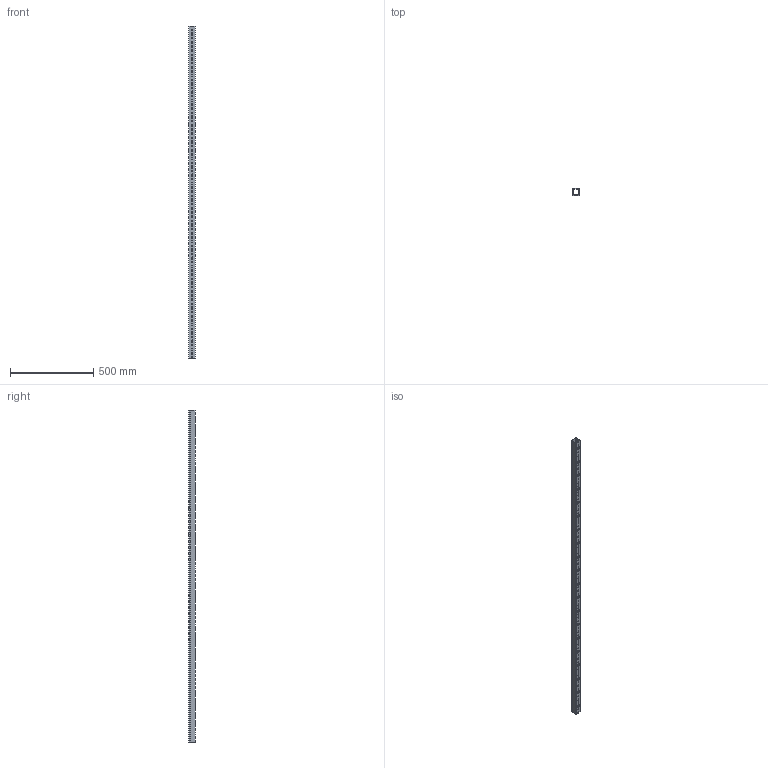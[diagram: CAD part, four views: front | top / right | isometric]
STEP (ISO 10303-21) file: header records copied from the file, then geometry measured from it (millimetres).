
FILE_DESCRIPTION (( 'STEP AP203' ), '1' );
FILE_NAME ('TSH-1515G-1.step', '2023-06-22T19:11:13', ( '' ), ( '' ), 'SwSTEP 2.0', 'SolidWorks 2021', '' );
FILE_SCHEMA (( 'CONFIG_CONTROL_DESIGN' ));
Length unit declared in the file: millimetre
Products named in the file (1): TSH-1515G-1
Bounding box: 40 x 40 x 2000 mm (x, y, z)
Volume: 589702.3 mm3; surface area: 702042.1 mm2
Topology: 2 solids, 2 shells, 525 faces, 1503 edges, 1002 vertices
Faces by surface type: cylinder 271, plane 214, cone 40
Entity records: 17790 total; most frequent: DIRECTION 3177, CARTESIAN_POINT 3031, ORIENTED_EDGE 3006, EDGE_CURVE 1503, AXIS2_PLACEMENT_3D 1148, VERTEX_POINT 1002, LINE 881, VECTOR 881
